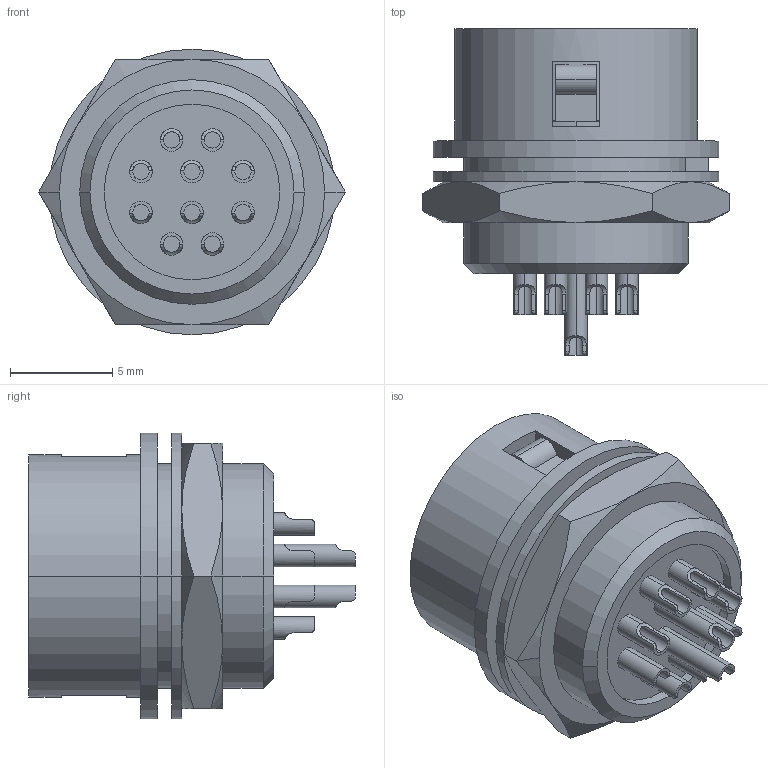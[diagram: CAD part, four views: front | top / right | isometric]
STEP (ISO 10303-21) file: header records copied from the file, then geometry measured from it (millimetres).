
FILE_DESCRIPTION(('CoCreate Modeling STEP Export'),'2;1');
FILE_NAME('HR10A-10R-10S.stp','2009-06-29T 8:48:49',(''),(''),'CoCreate Modeling STEP processor for AP214 (Solid Model)','CoCreate Modeling 16.00B 02-Dec-2008 (C) Parametric Technology GmbH','');
FILE_SCHEMA(('AUTOMOTIVE_DESIGN { 1 0 10303 214 1 1 1 1 }'));
Length unit declared in the file: millimetre
Products named in the file (1): HR10A-10R-10S
Bounding box: 15.01 x 16 x 14 mm (x, y, z)
Volume: 1178.9 mm3; surface area: 1479.5 mm2
Topology: 1 solids, 2 shells, 264 faces, 701 edges, 453 vertices
Faces by surface type: cylinder 136, plane 104, cone 24
Entity records: 13564 total; most frequent: CARTESIAN_POINT 7915, ORIENTED_EDGE 1402, DIRECTION 828, EDGE_CURVE 701, VERTEX_POINT 453, VECTOR 310, LINE 310, EDGE_LOOP 290
